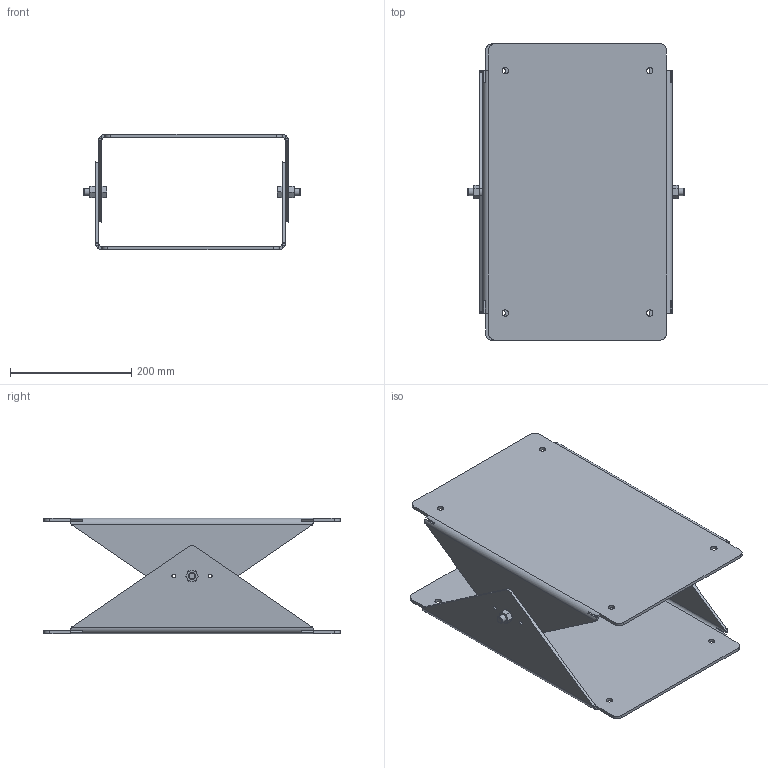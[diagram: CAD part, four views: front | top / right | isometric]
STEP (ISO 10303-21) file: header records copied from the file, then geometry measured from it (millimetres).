
FILE_DESCRIPTION(/* description */ ('Unknown'),/* implementation_level */ '2;1');
FILE_NAME(/* name */ '1710001_Stahl verzinkt',/* time_stamp */ '2020-03-18T17:31:49+01:00',/* author */ ('Unknown'),/* organization */ ('Unknown'),/* preprocessor_version */ 'ST-DEVELOPER v16.7',/* originating_system */ 'DEX',/* authorisation */ $);
FILE_SCHEMA (('AUTOMOTIVE_DESIGN {1 0 10303 214 3 1 1}'));
Length unit declared in the file: millimetre
Products named in the file (4): 1710001_Stahl verzinkt; MT000027_28_15_01_Wandhalter_OSM_710_Index_b; Sechskantschraube_DIN933_M12x30; Sechskantmutter_DIN934_M12
Assembly tree (6 placements, depth 2):
  1710001_Stahl verzinkt
    MT000027_28_15_01_Wandhalter_OSM_710_Index_b  x2
    Sechskantschraube_DIN933_M12x30  x2
    Sechskantmutter_DIN934_M12  x2
Bounding box: 357 x 488 x 190 mm (x, y, z)
Volume: 2072153.8 mm3; surface area: 851919.2 mm2
Topology: 6 solids, 6 shells, 192 faces, 506 edges, 328 vertices
Faces by surface type: plane 106, cylinder 52, torus 24, bspline 8, cone 2
Full cylindrical faces by diameter (mm): 6 x8, 10.5 x8, 12 x8
Entity records: 3240 total; most frequent: CARTESIAN_POINT 837, DIRECTION 472, ORIENTED_EDGE 458, EDGE_CURVE 229, AXIS2_PLACEMENT_3D 180, VERTEX_POINT 153, EDGE_LOOP 132, FACE_BOUND 132
